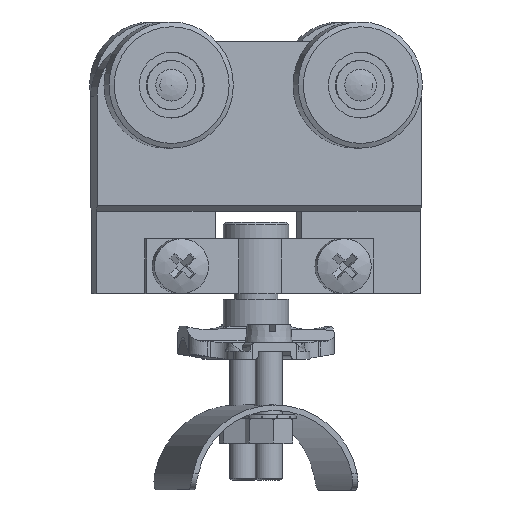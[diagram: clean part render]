
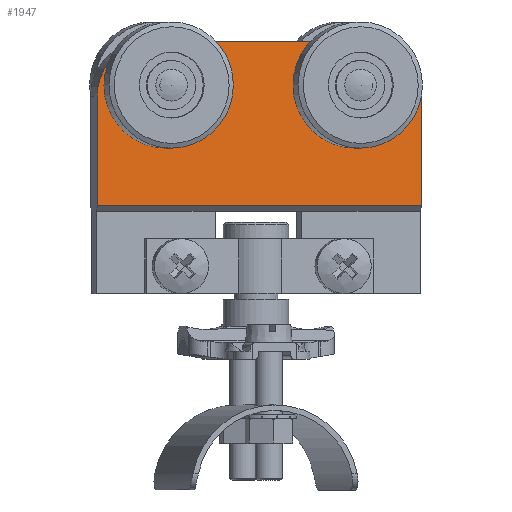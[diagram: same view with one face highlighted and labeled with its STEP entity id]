
A CAD part, left-side view. The second image highlights one B-rep face of the part: STEP entity #1947.
In plain terms, the highlighted face is planar.
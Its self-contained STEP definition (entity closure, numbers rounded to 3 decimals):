
#1947=ADVANCED_FACE('NONE',(#3692,#3693,#3694),#3695,.T.);
#3692=FACE_OUTER_BOUND('',#5604,.T.);
#3693=FACE_BOUND('',#5605,.T.);
#3694=FACE_BOUND('',#5606,.T.);
#3695=PLANE('',#5607);
#5604=EDGE_LOOP('',(#9632,#9633,#9634,#9635,#9636,#9637));
#5605=EDGE_LOOP('',(#9638));
#5606=EDGE_LOOP('',(#9639));
#5607=AXIS2_PLACEMENT_3D('',#9640,#9641,#9642);
#9632=ORIENTED_EDGE('',*,*,#11103,.F.);
#9633=ORIENTED_EDGE('',*,*,#12288,.T.);
#9634=ORIENTED_EDGE('',*,*,#12216,.T.);
#9635=ORIENTED_EDGE('',*,*,#12289,.T.);
#9636=ORIENTED_EDGE('',*,*,#12290,.T.);
#9637=ORIENTED_EDGE('',*,*,#11445,.T.);
#9638=ORIENTED_EDGE('',*,*,#11665,.F.);
#9639=ORIENTED_EDGE('',*,*,#11211,.F.);
#9640=CARTESIAN_POINT('',(-57.311,350.739,-53.162));
#9641=DIRECTION('',(0.,-1.,0.));
#9642=DIRECTION('',(0.,0.,-1.));
#11103=EDGE_CURVE('NONE',#13022,#13024,#13025,.T.);
#11211=EDGE_CURVE('NONE',#13208,#13208,#13209,.T.);
#11445=EDGE_CURVE('NONE',#13596,#13024,#13597,.T.);
#11665=EDGE_CURVE('NONE',#13918,#13918,#13919,.T.);
#12216=EDGE_CURVE('NONE',#14676,#14677,#14678,.T.);
#12288=EDGE_CURVE('NONE',#13022,#14676,#14768,.T.);
#12289=EDGE_CURVE('NONE',#14677,#14769,#14770,.T.);
#12290=EDGE_CURVE('NONE',#14769,#13596,#14771,.T.);
#13022=VERTEX_POINT('NONE',#16015);
#13024=VERTEX_POINT('NONE',#16018);
#13025=LINE('',#16019,#16020);
#13208=VERTEX_POINT('',#16334);
#13209=CIRCLE('',#16335,2.6);
#13596=VERTEX_POINT('NONE',#17043);
#13597=LINE('',#17044,#17045);
#13918=VERTEX_POINT('',#17634);
#13919=CIRCLE('',#17635,2.6);
#14676=VERTEX_POINT('NONE',#19193);
#14677=VERTEX_POINT('NONE',#19194);
#14678=LINE('',#19195,#19196);
#14768=CIRCLE('',#19359,10.);
#14769=VERTEX_POINT('NONE',#19360);
#14770=CIRCLE('',#19361,10.);
#14771=LINE('',#19362,#19363);
#16015=CARTESIAN_POINT('',(-19.311,350.739,-17.162));
#16018=CARTESIAN_POINT('',(-19.311,350.739,-37.162));
#16019=CARTESIAN_POINT('',(-19.311,350.739,-37.162));
#16020=VECTOR('',#20139,1.);
#16334=CARTESIAN_POINT('',(-66.811,350.739,-17.762));
#16335=AXIS2_PLACEMENT_3D('',#20265,#20266,#20267);
#17043=CARTESIAN_POINT('',(-79.311,350.739,-37.162));
#17044=CARTESIAN_POINT('',(-79.311,350.739,-37.162));
#17045=VECTOR('',#20579,1.);
#17634=CARTESIAN_POINT('',(-31.811,350.739,-17.762));
#17635=AXIS2_PLACEMENT_3D('',#20790,#20791,#20792);
#19193=CARTESIAN_POINT('',(-29.311,350.739,-7.162));
#19194=CARTESIAN_POINT('',(-69.311,350.739,-7.162));
#19195=CARTESIAN_POINT('',(-57.311,350.739,-7.162));
#19196=VECTOR('',#21307,1.);
#19359=AXIS2_PLACEMENT_3D('',#21368,#21369,#21370);
#19360=CARTESIAN_POINT('',(-79.311,350.739,-17.162));
#19361=AXIS2_PLACEMENT_3D('',#21371,#21372,#21373);
#19362=CARTESIAN_POINT('',(-79.311,350.739,-7.162));
#19363=VECTOR('',#21374,1.);
#20139=DIRECTION('',(0.,0.,-1.));
#20265=CARTESIAN_POINT('',(-66.811,350.739,-15.162));
#20266=DIRECTION('',(0.,-1.,0.));
#20267=DIRECTION('',(0.,0.,-1.));
#20579=DIRECTION('',(1.,0.,0.));
#20790=CARTESIAN_POINT('',(-31.811,350.739,-15.162));
#20791=DIRECTION('',(0.,-1.,0.));
#20792=DIRECTION('',(0.,0.,-1.));
#21307=DIRECTION('',(-1.,0.,0.));
#21368=CARTESIAN_POINT('',(-29.311,350.739,-17.162));
#21369=DIRECTION('',(0.,-1.,0.));
#21370=DIRECTION('',(0.,0.,-1.));
#21371=CARTESIAN_POINT('',(-69.311,350.739,-17.162));
#21372=DIRECTION('',(0.,-1.,0.));
#21373=DIRECTION('',(0.,0.,-1.));
#21374=DIRECTION('',(0.,0.,-1.));
